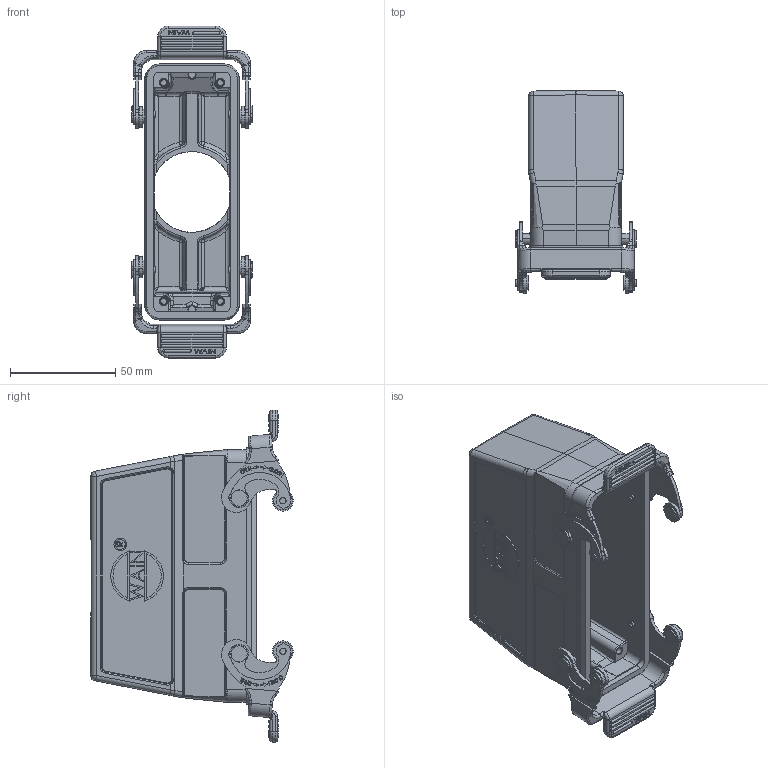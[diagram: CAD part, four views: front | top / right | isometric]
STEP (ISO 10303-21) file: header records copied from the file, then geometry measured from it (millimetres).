
FILE_DESCRIPTION((''),'2;1');
FILE_NAME('3D_1110247415005_H24B-CCTH-2L_S','2020-10-14T',('lian.chen'),(''),'PRO/ENGINEER BY PARAMETRIC TECHNOLOGY CORPORATION, 2012480','PRO/ENGINEER BY PARAMETRIC TECHNOLOGY CORPORATION, 2012480','');
FILE_SCHEMA(('AUTOMOTIVE_DESIGN { 1 0 10303 214 1 1 1 1 }'));
Products named in the file (1): 3D_1110247415005_H24B-CCTH-2L_S
Bounding box: 57.5 x 96.2 x 157.8 mm (x, y, z)
Volume: 106818.6 mm3; surface area: 68976.1 mm2
Topology: 1 solids, 2 shells, 1915 faces, 5037 edges, 3266 vertices
Faces by surface type: plane 835, cylinder 464, bspline 216, extrusion 164, torus 117, cone 79, sphere 40
Entity records: 72535 total; most frequent: CARTESIAN_POINT 26595, ORIENTED_EDGE 9998, DIRECTION 8649, EDGE_CURVE 4999, VERTEX_POINT 3266, AXIS2_PLACEMENT_3D 2957, VECTOR 2735, LINE 2571
